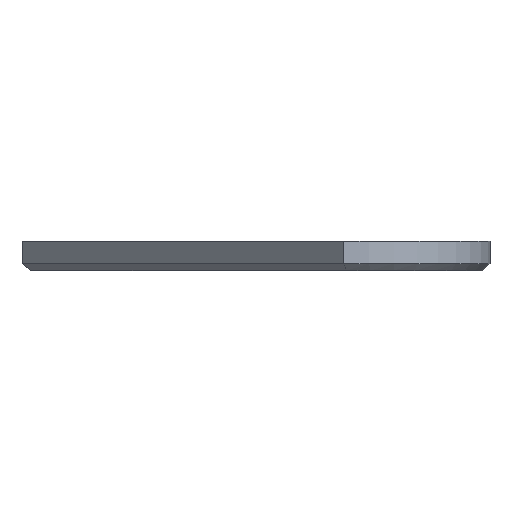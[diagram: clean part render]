
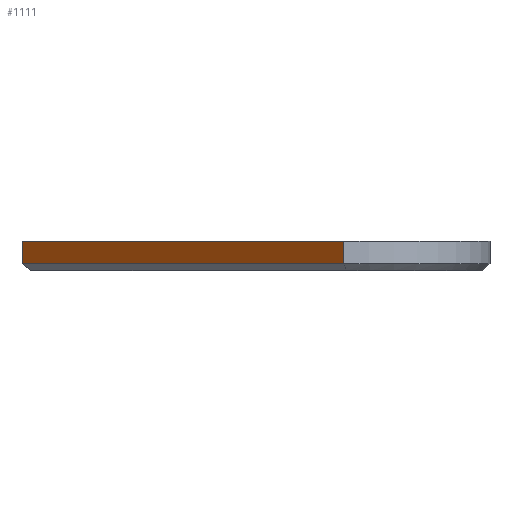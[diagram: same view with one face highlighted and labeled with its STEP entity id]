
A CAD part, left-side view. The second image highlights one B-rep face of the part: STEP entity #1111.
In plain terms, the highlighted planar face has unit normal (-0.707, 0.707, 0).
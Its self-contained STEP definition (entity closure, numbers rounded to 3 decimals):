
#73 = PLANE('',#74);
#74 = AXIS2_PLACEMENT_3D('',#75,#76,#77);
#75 = CARTESIAN_POINT('',(19.419,14.066,2.));
#76 = DIRECTION('',(-0.,-0.,1.));
#77 = DIRECTION('',(1.,0.,0.));
#165 = CYLINDRICAL_SURFACE('',#166,10.);
#166 = AXIS2_PLACEMENT_3D('',#167,#168,#169);
#167 = CARTESIAN_POINT('',(27.,40.66,0.));
#168 = DIRECTION('',(0.,-0.,-1.));
#169 = DIRECTION('',(-1.,-0.,-0.));
#339 = VERTEX_POINT('',#340);
#340 = CARTESIAN_POINT('',(0.,10.,2.));
#359 = CYLINDRICAL_SURFACE('',#360,10.);
#360 = AXIS2_PLACEMENT_3D('',#361,#362,#363);
#361 = CARTESIAN_POINT('',(10.,10.,0.));
#362 = DIRECTION('',(0.,-0.,-1.));
#363 = DIRECTION('',(-1.,-0.,-0.));
#371 = EDGE_CURVE('',#339,#372,#374,.T.);
#372 = VERTEX_POINT('',#373);
#373 = CARTESIAN_POINT('',(22.,32.,2.));
#374 = SURFACE_CURVE('',#375,(#379,#386),.PCURVE_S1.);
#375 = LINE('',#376,#377);
#376 = CARTESIAN_POINT('',(0.,10.,2.));
#377 = VECTOR('',#378,1.);
#378 = DIRECTION('',(0.707,0.707,-0.));
#379 = PCURVE('',#73,#380);
#380 = DEFINITIONAL_REPRESENTATION('',(#381),#385);
#381 = LINE('',#382,#383);
#382 = CARTESIAN_POINT('',(-19.419,-4.066));
#383 = VECTOR('',#384,1.);
#384 = DIRECTION('',(0.707,0.707));
#385 = ( GEOMETRIC_REPRESENTATION_CONTEXT(2) 
PARAMETRIC_REPRESENTATION_CONTEXT() REPRESENTATION_CONTEXT('2D SPACE',''
  ) );
#386 = PCURVE('',#387,#392);
#387 = PLANE('',#388);
#388 = AXIS2_PLACEMENT_3D('',#389,#390,#391);
#389 = CARTESIAN_POINT('',(0.,10.,0.));
#390 = DIRECTION('',(0.707,-0.707,0.));
#391 = DIRECTION('',(-0.707,-0.707,0.));
#392 = DEFINITIONAL_REPRESENTATION('',(#393),#397);
#393 = LINE('',#394,#395);
#394 = CARTESIAN_POINT('',(-0.,-2.));
#395 = VECTOR('',#396,1.);
#396 = DIRECTION('',(-1.,0.));
#397 = ( GEOMETRIC_REPRESENTATION_CONTEXT(2) 
PARAMETRIC_REPRESENTATION_CONTEXT() REPRESENTATION_CONTEXT('2D SPACE',''
  ) );
#815 = EDGE_CURVE('',#816,#372,#818,.T.);
#816 = VERTEX_POINT('',#817);
#817 = CARTESIAN_POINT('',(22.,32.,0.48));
#818 = SURFACE_CURVE('',#819,(#823,#830),.PCURVE_S1.);
#819 = LINE('',#820,#821);
#820 = CARTESIAN_POINT('',(22.,32.,0.));
#821 = VECTOR('',#822,1.);
#822 = DIRECTION('',(-0.,-0.,1.));
#823 = PCURVE('',#165,#824);
#824 = DEFINITIONAL_REPRESENTATION('',(#825),#829);
#825 = LINE('',#826,#827);
#826 = CARTESIAN_POINT('',(5.236,0.));
#827 = VECTOR('',#828,1.);
#828 = DIRECTION('',(0.,-1.));
#829 = ( GEOMETRIC_REPRESENTATION_CONTEXT(2) 
PARAMETRIC_REPRESENTATION_CONTEXT() REPRESENTATION_CONTEXT('2D SPACE',''
  ) );
#830 = PCURVE('',#387,#831);
#831 = DEFINITIONAL_REPRESENTATION('',(#832),#836);
#832 = LINE('',#833,#834);
#833 = CARTESIAN_POINT('',(-31.113,0.));
#834 = VECTOR('',#835,1.);
#835 = DIRECTION('',(-0.,-1.));
#836 = ( GEOMETRIC_REPRESENTATION_CONTEXT(2) 
PARAMETRIC_REPRESENTATION_CONTEXT() REPRESENTATION_CONTEXT('2D SPACE',''
  ) );
#997 = PLANE('',#998);
#998 = AXIS2_PLACEMENT_3D('',#999,#1000,#1001);
#999 = CARTESIAN_POINT('',(0.17,9.83,0.24));
#1000 = DIRECTION('',(-0.5,0.5,-0.707));
#1001 = DIRECTION('',(0.707,0.707,0.)
  );
#1067 = EDGE_CURVE('',#1068,#339,#1070,.T.);
#1068 = VERTEX_POINT('',#1069);
#1069 = CARTESIAN_POINT('',(0.,10.,0.48));
#1070 = SURFACE_CURVE('',#1071,(#1075,#1082),.PCURVE_S1.);
#1071 = LINE('',#1072,#1073);
#1072 = CARTESIAN_POINT('',(0.,10.,0.));
#1073 = VECTOR('',#1074,1.);
#1074 = DIRECTION('',(-0.,-0.,1.));
#1075 = PCURVE('',#359,#1076);
#1076 = DEFINITIONAL_REPRESENTATION('',(#1077),#1081);
#1077 = LINE('',#1078,#1079);
#1078 = CARTESIAN_POINT('',(6.283,0.));
#1079 = VECTOR('',#1080,1.);
#1080 = DIRECTION('',(0.,-1.));
#1081 = ( GEOMETRIC_REPRESENTATION_CONTEXT(2) 
PARAMETRIC_REPRESENTATION_CONTEXT() REPRESENTATION_CONTEXT('2D SPACE',''
  ) );
#1082 = PCURVE('',#387,#1083);
#1083 = DEFINITIONAL_REPRESENTATION('',(#1084),#1088);
#1084 = LINE('',#1085,#1086);
#1085 = CARTESIAN_POINT('',(-0.,0.));
#1086 = VECTOR('',#1087,1.);
#1087 = DIRECTION('',(-0.,-1.));
#1088 = ( GEOMETRIC_REPRESENTATION_CONTEXT(2) 
PARAMETRIC_REPRESENTATION_CONTEXT() REPRESENTATION_CONTEXT('2D SPACE',''
  ) );
#1111 = ADVANCED_FACE('',(#1112),#387,.F.);
#1112 = FACE_BOUND('',#1113,.T.);
#1113 = EDGE_LOOP('',(#1114,#1115,#1116,#1117));
#1114 = ORIENTED_EDGE('',*,*,#1067,.T.);
#1115 = ORIENTED_EDGE('',*,*,#371,.T.);
#1116 = ORIENTED_EDGE('',*,*,#815,.F.);
#1117 = ORIENTED_EDGE('',*,*,#1118,.F.);
#1118 = EDGE_CURVE('',#1068,#816,#1119,.T.);
#1119 = SURFACE_CURVE('',#1120,(#1124,#1131),.PCURVE_S1.);
#1120 = LINE('',#1121,#1122);
#1121 = CARTESIAN_POINT('',(0.,10.,0.48));
#1122 = VECTOR('',#1123,1.);
#1123 = DIRECTION('',(0.707,0.707,-0.));
#1124 = PCURVE('',#387,#1125);
#1125 = DEFINITIONAL_REPRESENTATION('',(#1126),#1130);
#1126 = LINE('',#1127,#1128);
#1127 = CARTESIAN_POINT('',(-0.,-0.48));
#1128 = VECTOR('',#1129,1.);
#1129 = DIRECTION('',(-1.,0.));
#1130 = ( GEOMETRIC_REPRESENTATION_CONTEXT(2) 
PARAMETRIC_REPRESENTATION_CONTEXT() REPRESENTATION_CONTEXT('2D SPACE',''
  ) );
#1131 = PCURVE('',#997,#1132);
#1132 = DEFINITIONAL_REPRESENTATION('',(#1133),#1137);
#1133 = LINE('',#1134,#1135);
#1134 = CARTESIAN_POINT('',(0.,-0.339));
#1135 = VECTOR('',#1136,1.);
#1136 = DIRECTION('',(1.,0.));
#1137 = ( GEOMETRIC_REPRESENTATION_CONTEXT(2) 
PARAMETRIC_REPRESENTATION_CONTEXT() REPRESENTATION_CONTEXT('2D SPACE',''
  ) );
